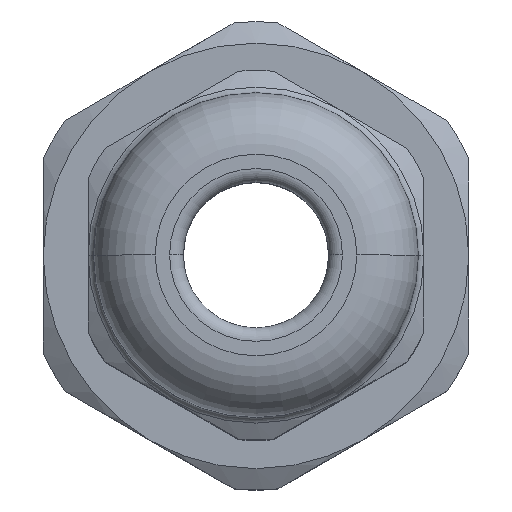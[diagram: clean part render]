
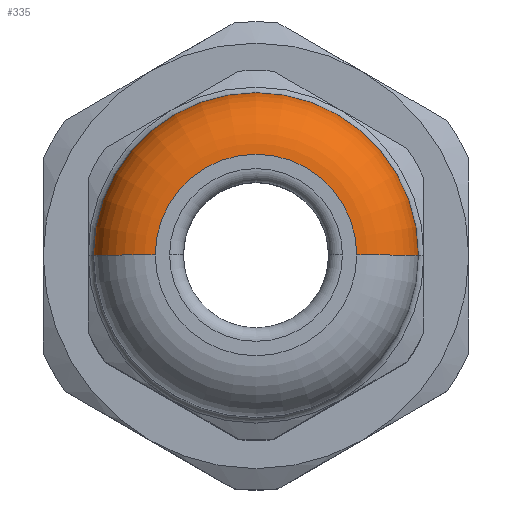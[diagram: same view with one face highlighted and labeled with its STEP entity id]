
A CAD part, top view. The second image highlights one B-rep face of the part: STEP entity #335.
In plain terms, the highlighted toroidal (fillet/blend) face has major radius 4.5 mm and minor radius 2.75 mm.
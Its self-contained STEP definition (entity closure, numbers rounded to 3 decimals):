
#207 = VERTEX_POINT ( 'NONE', #5606 ) ;
#227 = DIRECTION ( 'NONE',  ( 1., 0., 0. ) ) ;
#335 = ADVANCED_FACE ( 'NONE', ( #9756 ), #7745, .T. ) ;
#430 = EDGE_CURVE ( 'NONE', #207, #8680, #7778, .T. ) ;
#618 = CARTESIAN_POINT ( 'NONE',  ( 4.5, 0., 11.75 ) ) ;
#1171 = ORIENTED_EDGE ( 'NONE', *, *, #3197, .T. ) ;
#2086 = VERTEX_POINT ( 'NONE', #8441 ) ;
#2515 = AXIS2_PLACEMENT_3D ( 'NONE', #3502, #6533, #4334 ) ;
#3197 = EDGE_CURVE ( 'NONE', #2086, #8680, #9637, .T. ) ;
#3435 = CARTESIAN_POINT ( 'NONE',  ( 0., 0., 11.75 ) ) ;
#3502 = CARTESIAN_POINT ( 'NONE',  ( 0., 0., 14.5 ) ) ;
#3537 = EDGE_CURVE ( 'NONE', #6222, #2086, #5740, .T. ) ;
#3620 = CARTESIAN_POINT ( 'NONE',  ( 7.25, 0., 11.75 ) ) ;
#3742 = AXIS2_PLACEMENT_3D ( 'NONE', #618, #6684, #7475 ) ;
#3907 = CIRCLE ( 'NONE', #3742, 2.75 ) ;
#4043 = AXIS2_PLACEMENT_3D ( 'NONE', #4386, #9667, #7427 ) ;
#4198 = DIRECTION ( 'NONE',  ( 1., 0., 0. ) ) ;
#4299 = DIRECTION ( 'NONE',  ( 0., 0., 1. ) ) ;
#4334 = DIRECTION ( 'NONE',  ( 1., 0., 0. ) ) ;
#4386 = CARTESIAN_POINT ( 'NONE',  ( -4.5, 0., 11.75 ) ) ;
#5606 = CARTESIAN_POINT ( 'NONE',  ( 4.5, 0., 14.5 ) ) ;
#5740 = CIRCLE ( 'NONE', #8471, 7.25 ) ;
#5745 = ORIENTED_EDGE ( 'NONE', *, *, #3537, .T. ) ;
#6222 = VERTEX_POINT ( 'NONE', #3620 ) ;
#6455 = CARTESIAN_POINT ( 'NONE',  ( -4.5, 0., 14.5 ) ) ;
#6533 = DIRECTION ( 'NONE',  ( 0., 0., 1. ) ) ;
#6684 = DIRECTION ( 'NONE',  ( 0., -1., 0. ) ) ;
#6989 = ORIENTED_EDGE ( 'NONE', *, *, #430, .F. ) ;
#7028 = CARTESIAN_POINT ( 'NONE',  ( 0., 0., 11.75 ) ) ;
#7427 = DIRECTION ( 'NONE',  ( -1., 0., 0. ) ) ;
#7475 = DIRECTION ( 'NONE',  ( 0., 0., -1. ) ) ;
#7745 = TOROIDAL_SURFACE ( 'NONE', #9085, 4.5, 2.75 ) ;
#7778 = CIRCLE ( 'NONE', #2515, 4.5 ) ;
#8066 = EDGE_CURVE ( 'NONE', #6222, #207, #3907, .T. ) ;
#8441 = CARTESIAN_POINT ( 'NONE',  ( -7.25, 0., 11.75 ) ) ;
#8471 = AXIS2_PLACEMENT_3D ( 'NONE', #7028, #9314, #227 ) ;
#8680 = VERTEX_POINT ( 'NONE', #6455 ) ;
#8725 = ORIENTED_EDGE ( 'NONE', *, *, #8066, .F. ) ;
#8824 = EDGE_LOOP ( 'NONE', ( #5745, #1171, #6989, #8725 ) ) ;
#9085 = AXIS2_PLACEMENT_3D ( 'NONE', #3435, #4299, #4198 ) ;
#9314 = DIRECTION ( 'NONE',  ( 0., 0., 1. ) ) ;
#9637 = CIRCLE ( 'NONE', #4043, 2.75 ) ;
#9667 = DIRECTION ( 'NONE',  ( 0., 1., 0. ) ) ;
#9756 = FACE_OUTER_BOUND ( 'NONE', #8824, .T. ) ;
